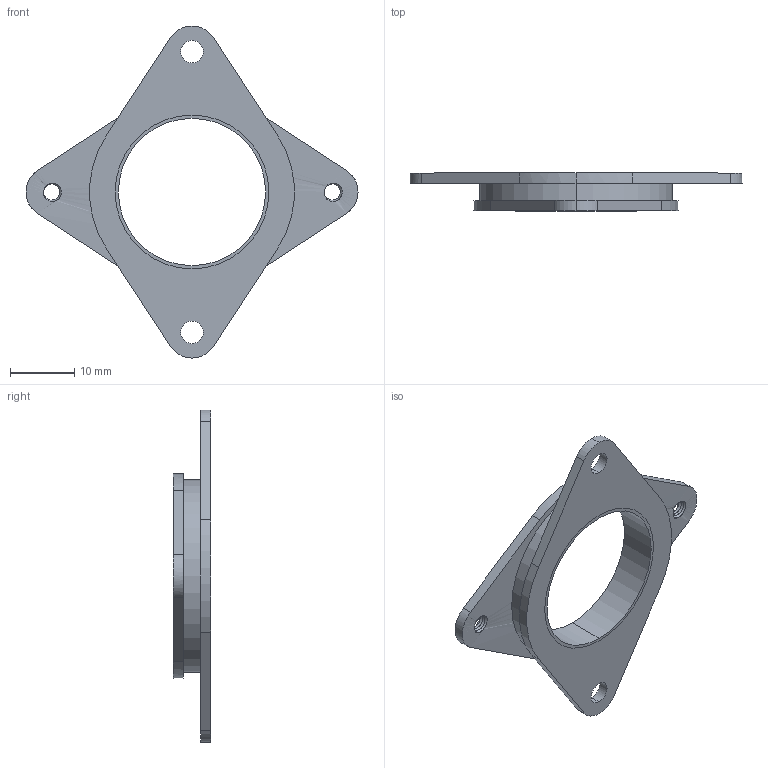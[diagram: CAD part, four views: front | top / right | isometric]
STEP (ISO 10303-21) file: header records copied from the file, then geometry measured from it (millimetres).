
FILE_DESCRIPTION (( 'STEP AP214' ), '1' );
FILE_NAME ('Nema 17 Damper V2.STEP', '2019-03-26T08:16:24', ( 'user' ), ( '' ), 'SwSTEP 2.0', 'SolidWorks 2019', '' );
FILE_SCHEMA (( 'AUTOMOTIVE_DESIGN' ));
Length unit declared in the file: millimetre
Products named in the file (1): Nema 17 Damper V2
Bounding box: 51.84 x 5.9 x 51.84 mm (x, y, z)
Volume: 2809.8 mm3; surface area: 4597.2 mm2
Topology: 3 solids, 3 shells, 46 faces, 124 edges, 86 vertices
Faces by surface type: cylinder 26, plane 16, bspline 4
Entity records: 3356 total; most frequent: CARTESIAN_POINT 2136, ORIENTED_EDGE 248, DIRECTION 222, EDGE_CURVE 124, AXIS2_PLACEMENT_3D 86, VERTEX_POINT 86, EDGE_LOOP 62, VECTOR 50
